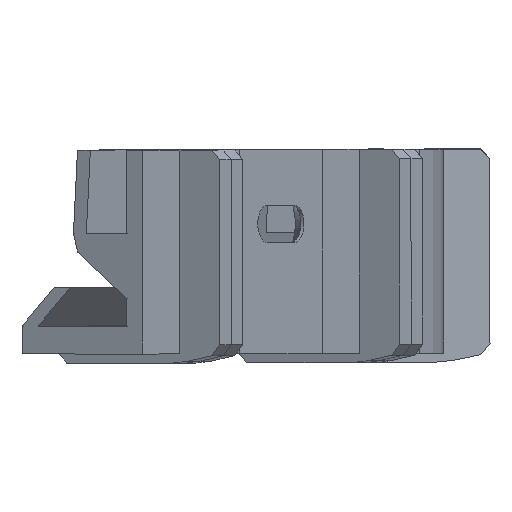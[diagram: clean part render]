
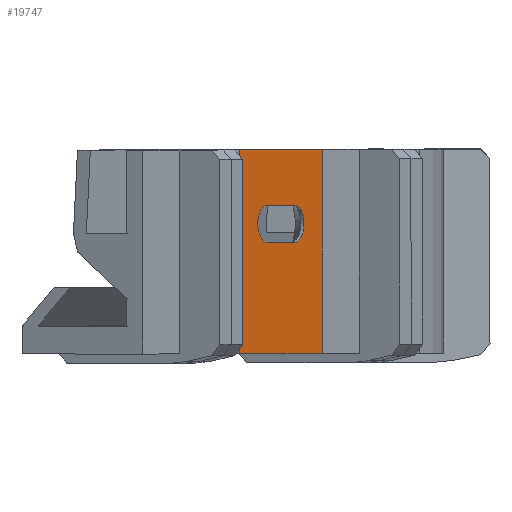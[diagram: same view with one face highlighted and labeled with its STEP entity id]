
A CAD part, left-side view. The second image highlights one B-rep face of the part: STEP entity #19747.
In plain terms, the highlighted face is planar.
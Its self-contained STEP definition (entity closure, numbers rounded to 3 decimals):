
#19471 = VERTEX_POINT('',#19472);
#19472 = CARTESIAN_POINT('',(3.,0.,16.));
#19479 = CYLINDRICAL_SURFACE('',#19480,2.);
#19480 = AXIS2_PLACEMENT_3D('',#19481,#19482,#19483);
#19481 = CARTESIAN_POINT('',(3.,24.,14.));
#19482 = DIRECTION('',(-0.,1.,0.));
#19483 = DIRECTION('',(0.,0.,-1.));
#19491 = PLANE('',#19492);
#19492 = AXIS2_PLACEMENT_3D('',#19493,#19494,#19495);
#19493 = CARTESIAN_POINT('',(3.,24.,16.));
#19494 = DIRECTION('',(0.,0.,-1.));
#19495 = DIRECTION('',(-1.,0.,-0.));
#19533 = VERTEX_POINT('',#19534);
#19534 = CARTESIAN_POINT('',(3.,0.,12.));
#19548 = PLANE('',#19549);
#19549 = AXIS2_PLACEMENT_3D('',#19550,#19551,#19552);
#19550 = CARTESIAN_POINT('',(-3.,24.,12.));
#19551 = DIRECTION('',(0.,0.,1.));
#19552 = DIRECTION('',(1.,0.,0.));
#19560 = EDGE_CURVE('',#19471,#19533,#19561,.T.);
#19561 = SURFACE_CURVE('',#19562,(#19567,#19574),.PCURVE_S1.);
#19562 = CIRCLE('',#19563,2.);
#19563 = AXIS2_PLACEMENT_3D('',#19564,#19565,#19566);
#19564 = CARTESIAN_POINT('',(3.,0.,14.));
#19565 = DIRECTION('',(0.,1.,0.));
#19566 = DIRECTION('',(0.,0.,-1.));
#19567 = PCURVE('',#19479,#19568);
#19568 = DEFINITIONAL_REPRESENTATION('',(#19569),#19573);
#19569 = LINE('',#19570,#19571);
#19570 = CARTESIAN_POINT('',(-6.283,-24.));
#19571 = VECTOR('',#19572,1.);
#19572 = DIRECTION('',(1.,-0.));
#19573 = ( GEOMETRIC_REPRESENTATION_CONTEXT(2) 
PARAMETRIC_REPRESENTATION_CONTEXT() REPRESENTATION_CONTEXT('2D SPACE',''
  ) );
#19574 = PCURVE('',#19575,#19580);
#19575 = PLANE('',#19576);
#19576 = AXIS2_PLACEMENT_3D('',#19577,#19578,#19579);
#19577 = CARTESIAN_POINT('',(0.,0.,0.));
#19578 = DIRECTION('',(0.,1.,-0.));
#19579 = DIRECTION('',(0.,0.,1.));
#19580 = DEFINITIONAL_REPRESENTATION('',(#19581),#19585);
#19581 = CIRCLE('',#19582,2.);
#19582 = AXIS2_PLACEMENT_2D('',#19583,#19584);
#19583 = CARTESIAN_POINT('',(14.,3.));
#19584 = DIRECTION('',(-1.,0.));
#19585 = ( GEOMETRIC_REPRESENTATION_CONTEXT(2) 
PARAMETRIC_REPRESENTATION_CONTEXT() REPRESENTATION_CONTEXT('2D SPACE',''
  ) );
#19593 = VERTEX_POINT('',#19594);
#19594 = CARTESIAN_POINT('',(-3.,0.,16.));
#19608 = CYLINDRICAL_SURFACE('',#19609,2.);
#19609 = AXIS2_PLACEMENT_3D('',#19610,#19611,#19612);
#19610 = CARTESIAN_POINT('',(-3.,24.,14.));
#19611 = DIRECTION('',(-0.,1.,0.));
#19612 = DIRECTION('',(0.,0.,1.));
#19647 = EDGE_CURVE('',#19471,#19593,#19648,.T.);
#19648 = SURFACE_CURVE('',#19649,(#19653,#19659),.PCURVE_S1.);
#19649 = LINE('',#19650,#19651);
#19650 = CARTESIAN_POINT('',(1.5,0.,16.));
#19651 = VECTOR('',#19652,1.);
#19652 = DIRECTION('',(-1.,0.,0.));
#19653 = PCURVE('',#19491,#19654);
#19654 = DEFINITIONAL_REPRESENTATION('',(#19655),#19658);
#19655 = B_SPLINE_CURVE_WITH_KNOTS('',1,(#19656,#19657),.UNSPECIFIED.,
  .F.,.F.,(2,2),(-1.5,4.5),.PIECEWISE_BEZIER_KNOTS.);
#19656 = CARTESIAN_POINT('',(0.,-24.));
#19657 = CARTESIAN_POINT('',(6.,-24.));
#19658 = ( GEOMETRIC_REPRESENTATION_CONTEXT(2) 
PARAMETRIC_REPRESENTATION_CONTEXT() REPRESENTATION_CONTEXT('2D SPACE',''
  ) );
#19659 = PCURVE('',#19575,#19660);
#19660 = DEFINITIONAL_REPRESENTATION('',(#19661),#19664);
#19661 = B_SPLINE_CURVE_WITH_KNOTS('',1,(#19662,#19663),.UNSPECIFIED.,
  .F.,.F.,(2,2),(-1.5,4.5),.PIECEWISE_BEZIER_KNOTS.);
#19662 = CARTESIAN_POINT('',(16.,3.));
#19663 = CARTESIAN_POINT('',(16.,-3.));
#19664 = ( GEOMETRIC_REPRESENTATION_CONTEXT(2) 
PARAMETRIC_REPRESENTATION_CONTEXT() REPRESENTATION_CONTEXT('2D SPACE',''
  ) );
#19747 = ADVANCED_FACE('',(#19748,#19862),#19575,.F.);
#19748 = FACE_BOUND('',#19749,.F.);
#19749 = EDGE_LOOP('',(#19750,#19780,#19808,#19836));
#19750 = ORIENTED_EDGE('',*,*,#19751,.F.);
#19751 = EDGE_CURVE('',#19752,#19754,#19756,.T.);
#19752 = VERTEX_POINT('',#19753);
#19753 = CARTESIAN_POINT('',(-9.,0.,0.));
#19754 = VERTEX_POINT('',#19755);
#19755 = CARTESIAN_POINT('',(9.,0.,0.));
#19756 = SURFACE_CURVE('',#19757,(#19761,#19768),.PCURVE_S1.);
#19757 = LINE('',#19758,#19759);
#19758 = CARTESIAN_POINT('',(-9.,0.,0.));
#19759 = VECTOR('',#19760,1.);
#19760 = DIRECTION('',(1.,0.,0.));
#19761 = PCURVE('',#19575,#19762);
#19762 = DEFINITIONAL_REPRESENTATION('',(#19763),#19767);
#19763 = LINE('',#19764,#19765);
#19764 = CARTESIAN_POINT('',(0.,-9.));
#19765 = VECTOR('',#19766,1.);
#19766 = DIRECTION('',(0.,1.));
#19767 = ( GEOMETRIC_REPRESENTATION_CONTEXT(2) 
PARAMETRIC_REPRESENTATION_CONTEXT() REPRESENTATION_CONTEXT('2D SPACE',''
  ) );
#19768 = PCURVE('',#19769,#19774);
#19769 = PLANE('',#19770);
#19770 = AXIS2_PLACEMENT_3D('',#19771,#19772,#19773);
#19771 = CARTESIAN_POINT('',(0.,15.,0.));
#19772 = DIRECTION('',(0.,0.,1.));
#19773 = DIRECTION('',(0.,-1.,0.));
#19774 = DEFINITIONAL_REPRESENTATION('',(#19775),#19779);
#19775 = LINE('',#19776,#19777);
#19776 = CARTESIAN_POINT('',(15.,-9.));
#19777 = VECTOR('',#19778,1.);
#19778 = DIRECTION('',(0.,1.));
#19779 = ( GEOMETRIC_REPRESENTATION_CONTEXT(2) 
PARAMETRIC_REPRESENTATION_CONTEXT() REPRESENTATION_CONTEXT('2D SPACE',''
  ) );
#19780 = ORIENTED_EDGE('',*,*,#19781,.T.);
#19781 = EDGE_CURVE('',#19752,#19782,#19784,.T.);
#19782 = VERTEX_POINT('',#19783);
#19783 = CARTESIAN_POINT('',(-9.,0.,22.));
#19784 = SURFACE_CURVE('',#19785,(#19789,#19796),.PCURVE_S1.);
#19785 = LINE('',#19786,#19787);
#19786 = CARTESIAN_POINT('',(-9.,0.,0.));
#19787 = VECTOR('',#19788,1.);
#19788 = DIRECTION('',(0.,0.,1.));
#19789 = PCURVE('',#19575,#19790);
#19790 = DEFINITIONAL_REPRESENTATION('',(#19791),#19795);
#19791 = LINE('',#19792,#19793);
#19792 = CARTESIAN_POINT('',(0.,-9.));
#19793 = VECTOR('',#19794,1.);
#19794 = DIRECTION('',(1.,0.));
#19795 = ( GEOMETRIC_REPRESENTATION_CONTEXT(2) 
PARAMETRIC_REPRESENTATION_CONTEXT() REPRESENTATION_CONTEXT('2D SPACE',''
  ) );
#19796 = PCURVE('',#19797,#19802);
#19797 = PLANE('',#19798);
#19798 = AXIS2_PLACEMENT_3D('',#19799,#19800,#19801);
#19799 = CARTESIAN_POINT('',(-9.,4.162,7.662));
#19800 = DIRECTION('',(-1.,0.,0.));
#19801 = DIRECTION('',(0.,0.,1.));
#19802 = DEFINITIONAL_REPRESENTATION('',(#19803),#19807);
#19803 = LINE('',#19804,#19805);
#19804 = CARTESIAN_POINT('',(-7.662,-4.162));
#19805 = VECTOR('',#19806,1.);
#19806 = DIRECTION('',(1.,0.));
#19807 = ( GEOMETRIC_REPRESENTATION_CONTEXT(2) 
PARAMETRIC_REPRESENTATION_CONTEXT() REPRESENTATION_CONTEXT('2D SPACE',''
  ) );
#19808 = ORIENTED_EDGE('',*,*,#19809,.F.);
#19809 = EDGE_CURVE('',#19810,#19782,#19812,.T.);
#19810 = VERTEX_POINT('',#19811);
#19811 = CARTESIAN_POINT('',(9.,0.,22.));
#19812 = SURFACE_CURVE('',#19813,(#19817,#19824),.PCURVE_S1.);
#19813 = LINE('',#19814,#19815);
#19814 = CARTESIAN_POINT('',(9.,0.,22.));
#19815 = VECTOR('',#19816,1.);
#19816 = DIRECTION('',(-1.,0.,0.));
#19817 = PCURVE('',#19575,#19818);
#19818 = DEFINITIONAL_REPRESENTATION('',(#19819),#19823);
#19819 = LINE('',#19820,#19821);
#19820 = CARTESIAN_POINT('',(22.,9.));
#19821 = VECTOR('',#19822,1.);
#19822 = DIRECTION('',(0.,-1.));
#19823 = ( GEOMETRIC_REPRESENTATION_CONTEXT(2) 
PARAMETRIC_REPRESENTATION_CONTEXT() REPRESENTATION_CONTEXT('2D SPACE',''
  ) );
#19824 = PCURVE('',#19825,#19830);
#19825 = PLANE('',#19826);
#19826 = AXIS2_PLACEMENT_3D('',#19827,#19828,#19829);
#19827 = CARTESIAN_POINT('',(0.,0.,22.));
#19828 = DIRECTION('',(0.,0.,-1.));
#19829 = DIRECTION('',(0.,1.,0.));
#19830 = DEFINITIONAL_REPRESENTATION('',(#19831),#19835);
#19831 = LINE('',#19832,#19833);
#19832 = CARTESIAN_POINT('',(0.,9.));
#19833 = VECTOR('',#19834,1.);
#19834 = DIRECTION('',(0.,-1.));
#19835 = ( GEOMETRIC_REPRESENTATION_CONTEXT(2) 
PARAMETRIC_REPRESENTATION_CONTEXT() REPRESENTATION_CONTEXT('2D SPACE',''
  ) );
#19836 = ORIENTED_EDGE('',*,*,#19837,.F.);
#19837 = EDGE_CURVE('',#19754,#19810,#19838,.T.);
#19838 = SURFACE_CURVE('',#19839,(#19843,#19850),.PCURVE_S1.);
#19839 = LINE('',#19840,#19841);
#19840 = CARTESIAN_POINT('',(9.,0.,0.));
#19841 = VECTOR('',#19842,1.);
#19842 = DIRECTION('',(0.,0.,1.));
#19843 = PCURVE('',#19575,#19844);
#19844 = DEFINITIONAL_REPRESENTATION('',(#19845),#19849);
#19845 = LINE('',#19846,#19847);
#19846 = CARTESIAN_POINT('',(0.,9.));
#19847 = VECTOR('',#19848,1.);
#19848 = DIRECTION('',(1.,0.));
#19849 = ( GEOMETRIC_REPRESENTATION_CONTEXT(2) 
PARAMETRIC_REPRESENTATION_CONTEXT() REPRESENTATION_CONTEXT('2D SPACE',''
  ) );
#19850 = PCURVE('',#19851,#19856);
#19851 = PLANE('',#19852);
#19852 = AXIS2_PLACEMENT_3D('',#19853,#19854,#19855);
#19853 = CARTESIAN_POINT('',(9.,4.162,7.662));
#19854 = DIRECTION('',(-1.,0.,0.));
#19855 = DIRECTION('',(0.,0.,1.));
#19856 = DEFINITIONAL_REPRESENTATION('',(#19857),#19861);
#19857 = LINE('',#19858,#19859);
#19858 = CARTESIAN_POINT('',(-7.662,-4.162));
#19859 = VECTOR('',#19860,1.);
#19860 = DIRECTION('',(1.,0.));
#19861 = ( GEOMETRIC_REPRESENTATION_CONTEXT(2) 
PARAMETRIC_REPRESENTATION_CONTEXT() REPRESENTATION_CONTEXT('2D SPACE',''
  ) );
#19862 = FACE_BOUND('',#19863,.F.);
#19863 = EDGE_LOOP('',(#19864,#19865,#19866,#19890));
#19864 = ORIENTED_EDGE('',*,*,#19560,.F.);
#19865 = ORIENTED_EDGE('',*,*,#19647,.T.);
#19866 = ORIENTED_EDGE('',*,*,#19867,.F.);
#19867 = EDGE_CURVE('',#19868,#19593,#19870,.T.);
#19868 = VERTEX_POINT('',#19869);
#19869 = CARTESIAN_POINT('',(-3.,0.,12.));
#19870 = SURFACE_CURVE('',#19871,(#19876,#19883),.PCURVE_S1.);
#19871 = CIRCLE('',#19872,2.);
#19872 = AXIS2_PLACEMENT_3D('',#19873,#19874,#19875);
#19873 = CARTESIAN_POINT('',(-3.,0.,14.));
#19874 = DIRECTION('',(-0.,1.,0.));
#19875 = DIRECTION('',(0.,0.,1.));
#19876 = PCURVE('',#19575,#19877);
#19877 = DEFINITIONAL_REPRESENTATION('',(#19878),#19882);
#19878 = CIRCLE('',#19879,2.);
#19879 = AXIS2_PLACEMENT_2D('',#19880,#19881);
#19880 = CARTESIAN_POINT('',(14.,-3.));
#19881 = DIRECTION('',(1.,0.));
#19882 = ( GEOMETRIC_REPRESENTATION_CONTEXT(2) 
PARAMETRIC_REPRESENTATION_CONTEXT() REPRESENTATION_CONTEXT('2D SPACE',''
  ) );
#19883 = PCURVE('',#19608,#19884);
#19884 = DEFINITIONAL_REPRESENTATION('',(#19885),#19889);
#19885 = LINE('',#19886,#19887);
#19886 = CARTESIAN_POINT('',(-6.283,-24.));
#19887 = VECTOR('',#19888,1.);
#19888 = DIRECTION('',(1.,-0.));
#19889 = ( GEOMETRIC_REPRESENTATION_CONTEXT(2) 
PARAMETRIC_REPRESENTATION_CONTEXT() REPRESENTATION_CONTEXT('2D SPACE',''
  ) );
#19890 = ORIENTED_EDGE('',*,*,#19891,.T.);
#19891 = EDGE_CURVE('',#19868,#19533,#19892,.T.);
#19892 = SURFACE_CURVE('',#19893,(#19897,#19903),.PCURVE_S1.);
#19893 = LINE('',#19894,#19895);
#19894 = CARTESIAN_POINT('',(-1.5,0.,12.));
#19895 = VECTOR('',#19896,1.);
#19896 = DIRECTION('',(1.,-0.,0.));
#19897 = PCURVE('',#19575,#19898);
#19898 = DEFINITIONAL_REPRESENTATION('',(#19899),#19902);
#19899 = B_SPLINE_CURVE_WITH_KNOTS('',1,(#19900,#19901),.UNSPECIFIED.,
  .F.,.F.,(2,2),(-1.5,4.5),.PIECEWISE_BEZIER_KNOTS.);
#19900 = CARTESIAN_POINT('',(12.,-3.));
#19901 = CARTESIAN_POINT('',(12.,3.));
#19902 = ( GEOMETRIC_REPRESENTATION_CONTEXT(2) 
PARAMETRIC_REPRESENTATION_CONTEXT() REPRESENTATION_CONTEXT('2D SPACE',''
  ) );
#19903 = PCURVE('',#19548,#19904);
#19904 = DEFINITIONAL_REPRESENTATION('',(#19905),#19908);
#19905 = B_SPLINE_CURVE_WITH_KNOTS('',1,(#19906,#19907),.UNSPECIFIED.,
  .F.,.F.,(2,2),(-1.5,4.5),.PIECEWISE_BEZIER_KNOTS.);
#19906 = CARTESIAN_POINT('',(0.,-24.));
#19907 = CARTESIAN_POINT('',(6.,-24.));
#19908 = ( GEOMETRIC_REPRESENTATION_CONTEXT(2) 
PARAMETRIC_REPRESENTATION_CONTEXT() REPRESENTATION_CONTEXT('2D SPACE',''
  ) );
